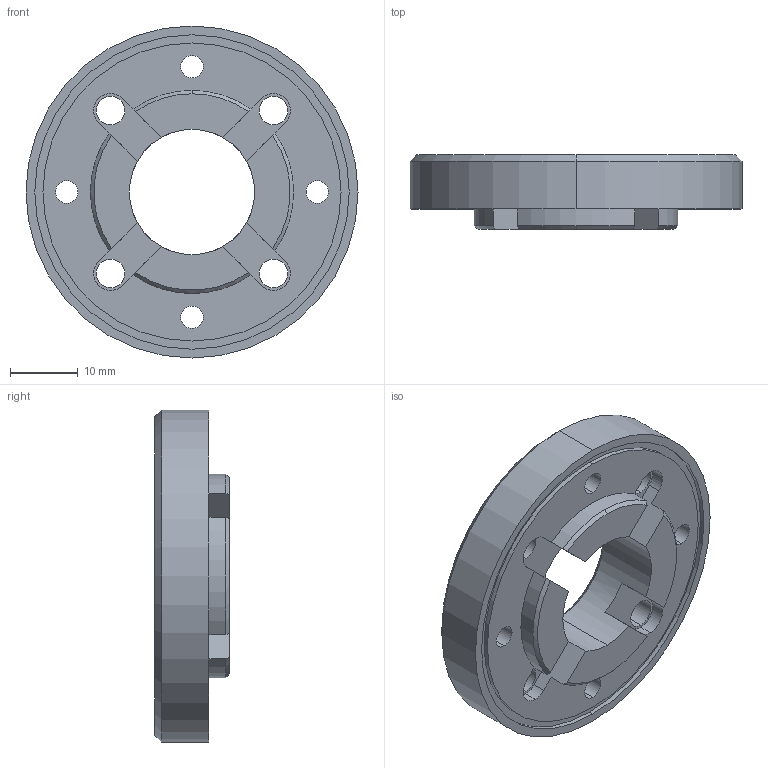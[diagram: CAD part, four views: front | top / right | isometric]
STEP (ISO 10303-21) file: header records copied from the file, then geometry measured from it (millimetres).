
FILE_DESCRIPTION (( 'STEP AP203' ), '1' );
FILE_NAME ('V2_ASV-1.4-USI_011-A-SUPPORT UT.STEP', '2024-09-10T08:52:41', ( '' ), ( '' ), 'SwSTEP 2.0', 'SolidWorks 2016', '' );
FILE_SCHEMA (( 'CONFIG_CONTROL_DESIGN' ));
Length unit declared in the file: millimetre
Products named in the file (1): V2_ASV-1.4-USI_011-A-SUPPORT UT
Bounding box: 49 x 11 x 49 mm (x, y, z)
Volume: 12668.3 mm3; surface area: 6080.1 mm2
Topology: 1 solids, 1 shells, 64 faces, 176 edges, 116 vertices
Faces by surface type: cylinder 35, plane 20, cone 9
Entity records: 2197 total; most frequent: DIRECTION 386, CARTESIAN_POINT 381, ORIENTED_EDGE 352, EDGE_CURVE 176, AXIS2_PLACEMENT_3D 153, VERTEX_POINT 116, CIRCLE 88, EDGE_LOOP 84
